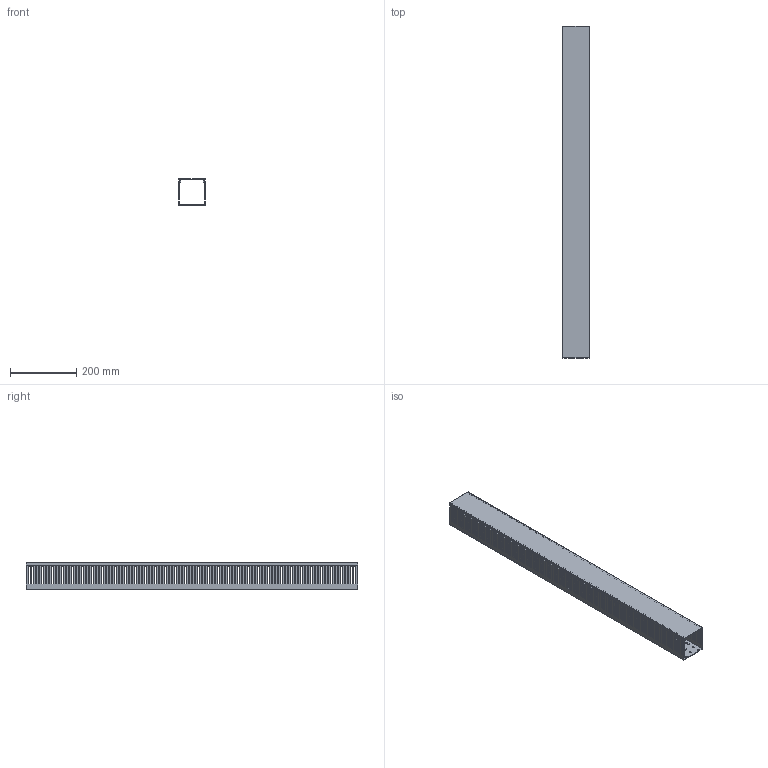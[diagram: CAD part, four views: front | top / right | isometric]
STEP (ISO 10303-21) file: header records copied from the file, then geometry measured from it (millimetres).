
FILE_DESCRIPTION(('CATIA V5 STEP Exchange','CAx-IF Rec.Pracs.--- Model Styling and Organization---1.4--- 2014-01-23'),'2;1');
FILE_NAME ('109364-4_0_2589380000_66397_CD_80X80_4X6_GY_Simple3D.stp','2021-11-09T12:10:30+00:00',('none'),('Weidmueller'),'CATIA Version 5-6 Release 2016 SP3 HF44','CATIA V5 STEP AP214','none');
FILE_SCHEMA(('AUTOMOTIVE_DESIGN { 1 0 10303 214 1 1 1 1 }'));
Products named in the file (1): CD... ...X... 4/6 ...
Bounding box: 80 x 1000 x 80 mm (x, y, z)
Volume: 521023.3 mm3; surface area: 636719.1 mm2
Topology: 2 solids, 2 shells, 3314 faces, 9930 edges, 6620 vertices
Faces by surface type: plane 3074, cylinder 240
Entity records: 96642 total; most frequent: ORIENTED_EDGE 19860, CARTESIAN_POINT 17240, DIRECTION 11308, EDGE_CURVE 9930, VECTOR 9450, LINE 9450, VERTEX_POINT 6620, EDGE_LOOP 3550
